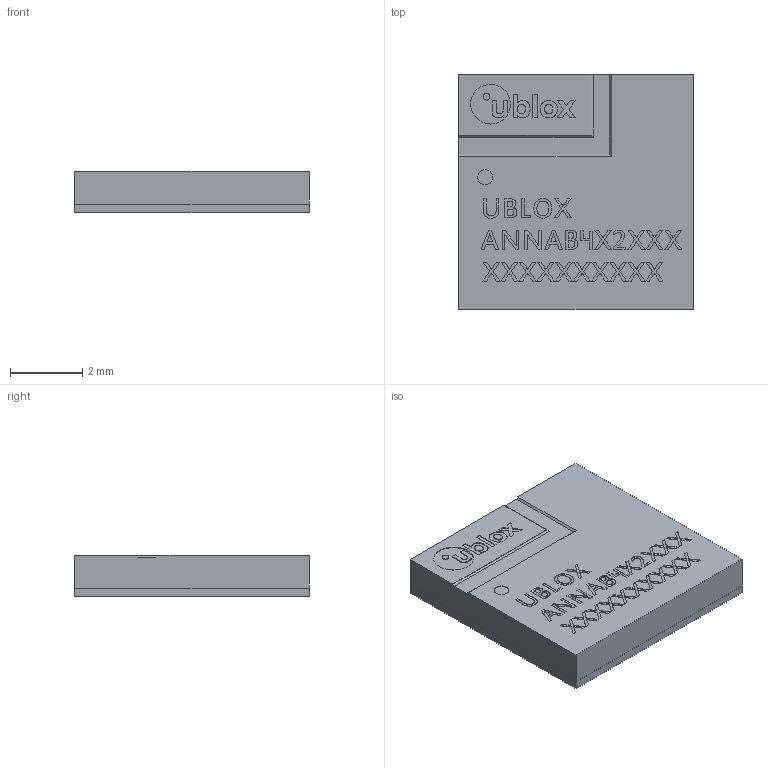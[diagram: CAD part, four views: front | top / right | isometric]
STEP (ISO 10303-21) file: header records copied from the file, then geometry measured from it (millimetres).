
FILE_DESCRIPTION(('STEP AP214'),'1');
FILE_NAME('u-blox_ANNA-B4-LGA56.step','2022-01-21T09:12:28',(' '),(' '),'Spatial InterOp 3D',' ',' ');
FILE_SCHEMA(('automotive_design'));
Length unit declared in the file: metre
Products named in the file (57): u-blox_ANNA-B4-LGA56; Substrate; Mouldering; Pads
Assembly tree (60 placements, depth 3):
  u-blox_ANNA-B4-LGA56
    Substrate
    Mouldering
    Pads
      Pads
      Pads
      Pads
      Pads
      Pads
      Pads
      Pads
      Pads
      Pads
      Pads
      Pads
      Pads
      Pads
      Pads  x3
      Pads
      Pads
      Pads
      Pads
      Pads
      Pads
      Pads
      Pads
      Pads
      Pads  x2
      Pads
      Pads
      Pads  x2
      Pads
      Pads
      Pads
      Pads
      Pads
      Pads
      Pads
      Pads
      Pads
      Pads
      Pads
      Pads
      Pads
      Pads
      Pads
      Pads
      Pads
      Pads
      Pads
      Pads
      Pads
      Pads
      Pads
      Pads
      Pads
      Pads
Bounding box: 6.5 x 6.5 x 1.15 mm (x, y, z)
Volume: 48 mm3; surface area: 214.9 mm2
Topology: 59 solids, 59 shells, 1169 faces, 3021 edges, 2013 vertices
Faces by surface type: plane 727, bspline 439, cylinder 3
Full cylindrical faces by diameter (mm): 0.414 x1
Entity records: 47276 total; most frequent: CARTESIAN_POINT 11867, ORIENTED_EDGE 5944, DIRECTION 3636, EDGE_CURVE 2972, LINE 2088, VECTOR 2088, VERTEX_POINT 1981, EDGE_LOOP 1189
